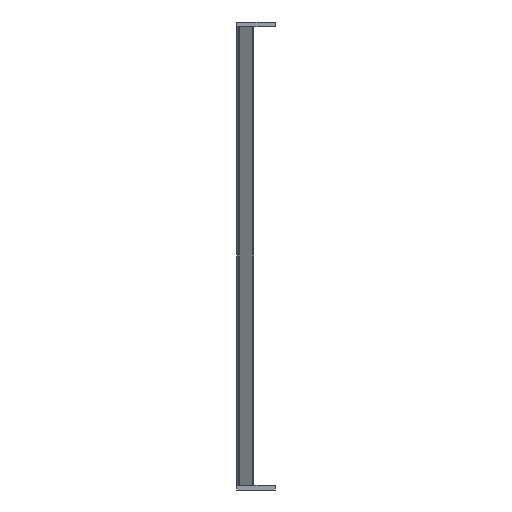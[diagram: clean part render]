
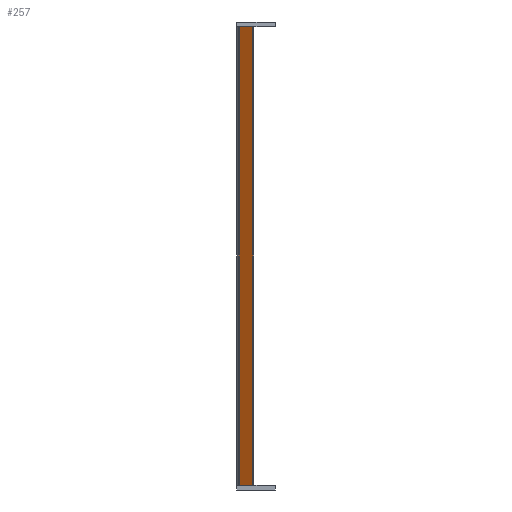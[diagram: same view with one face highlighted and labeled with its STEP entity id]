
A CAD part, left-side view. The second image highlights one B-rep face of the part: STEP entity #257.
In plain terms, the highlighted planar face has unit normal (-0.829, 0.559, 0).
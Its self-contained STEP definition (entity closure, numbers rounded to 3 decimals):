
#32 = FACE_OUTER_BOUND ( 'NONE', #450, .T. ) ;
#57 = EDGE_CURVE ( 'NONE', #541, #779, #184, .T. ) ;
#60 = DIRECTION ( 'NONE',  ( 0.829, -0.559, 0. ) ) ;
#63 = ORIENTED_EDGE ( 'NONE', *, *, #236, .T. ) ;
#67 = LINE ( 'NONE', #413, #820 ) ;
#71 = VECTOR ( 'NONE', #293, 1000. ) ;
#117 = DIRECTION ( 'NONE',  ( 0., 0., 1. ) ) ;
#149 = EDGE_CURVE ( 'NONE', #779, #875, #754, .T. ) ;
#184 = LINE ( 'NONE', #610, #626 ) ;
#190 = CARTESIAN_POINT ( 'NONE',  ( -21., -10.441, -300. ) ) ;
#236 = EDGE_CURVE ( 'NONE', #541, #667, #484, .T. ) ;
#256 = ORIENTED_EDGE ( 'NONE', *, *, #57, .F. ) ;
#257 = ADVANCED_FACE ( 'NONE', ( #32 ), #297, .F. ) ;
#293 = DIRECTION ( 'NONE',  ( 0., 0., 1. ) ) ;
#297 = PLANE ( 'NONE',  #448 ) ;
#335 = ORIENTED_EDGE ( 'NONE', *, *, #149, .F. ) ;
#358 = CARTESIAN_POINT ( 'NONE',  ( -14.85, -1.322, -300. ) ) ;
#387 = VECTOR ( 'NONE', #117, 1000. ) ;
#409 = DIRECTION ( 'NONE',  ( 0.559, 0.829, 0. ) ) ;
#413 = CARTESIAN_POINT ( 'NONE',  ( -14.255, -0.441, 0. ) ) ;
#427 = CARTESIAN_POINT ( 'NONE',  ( -14.255, -0.441, -300. ) ) ;
#448 = AXIS2_PLACEMENT_3D ( 'NONE', #427, #60, #571 ) ;
#450 = EDGE_LOOP ( 'NONE', ( #885, #335, #256, #63 ) ) ;
#482 = DIRECTION ( 'NONE',  ( 0.559, 0.829, 0. ) ) ;
#484 = LINE ( 'NONE', #563, #71 ) ;
#541 = VERTEX_POINT ( 'NONE', #190 ) ;
#563 = CARTESIAN_POINT ( 'NONE',  ( -21., -10.441, -300. ) ) ;
#570 = CARTESIAN_POINT ( 'NONE',  ( -21., -10.441, 0. ) ) ;
#571 = DIRECTION ( 'NONE',  ( 0.559, 0.829, 0. ) ) ;
#575 = CARTESIAN_POINT ( 'NONE',  ( -14.85, -1.322, 0. ) ) ;
#581 = CARTESIAN_POINT ( 'NONE',  ( -14.85, -1.322, -300. ) ) ;
#583 = EDGE_CURVE ( 'NONE', #667, #875, #67, .T. ) ;
#610 = CARTESIAN_POINT ( 'NONE',  ( -14.255, -0.441, -300. ) ) ;
#626 = VECTOR ( 'NONE', #409, 1000. ) ;
#667 = VERTEX_POINT ( 'NONE', #570 ) ;
#754 = LINE ( 'NONE', #358, #387 ) ;
#779 = VERTEX_POINT ( 'NONE', #581 ) ;
#820 = VECTOR ( 'NONE', #482, 1000. ) ;
#875 = VERTEX_POINT ( 'NONE', #575 ) ;
#885 = ORIENTED_EDGE ( 'NONE', *, *, #583, .T. ) ;
